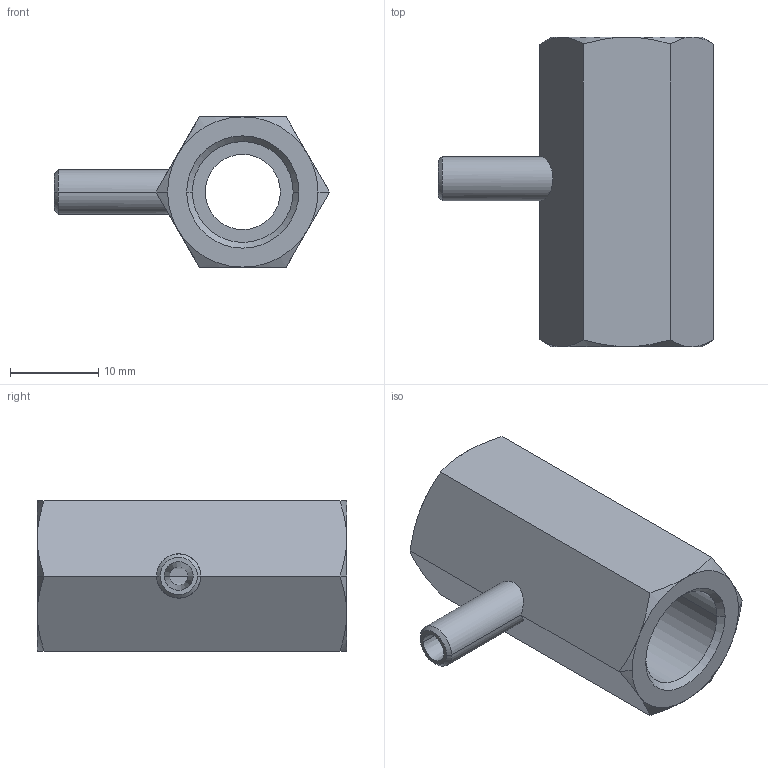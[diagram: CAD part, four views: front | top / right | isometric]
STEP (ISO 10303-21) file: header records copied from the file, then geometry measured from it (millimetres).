
FILE_DESCRIPTION(('STEP AP214'),'1');
FILE_NAME('COVAL_VR05F18.stp','2017-12-27T16:00:03',('TraceParts'),('TraceParts S.A.'),'Spatial InterOp 3D',' ',' ');
FILE_SCHEMA(('automotive_design'));
Length unit declared in the file: millimetre
Products named in the file (1): COVAL_VR05F18
Bounding box: 31.11 x 35 x 17 mm (x, y, z)
Volume: 6343.3 mm3; surface area: 3758.5 mm2
Topology: 1 solids, 1 shells, 42 faces, 96 edges, 56 vertices
Faces by surface type: cone 24, plane 10, cylinder 8
Entity records: 1580 total; most frequent: CARTESIAN_POINT 327, DIRECTION 194, ORIENTED_EDGE 192, EDGE_CURVE 96, AXIS2_PLACEMENT_3D 83, VERTEX_POINT 56, EDGE_LOOP 46, STYLED_ITEM 42
